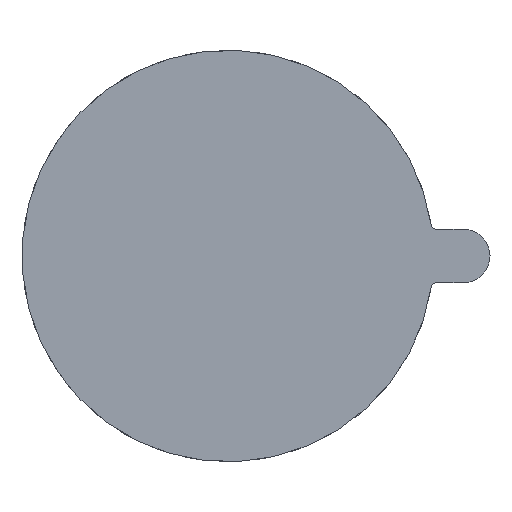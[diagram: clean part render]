
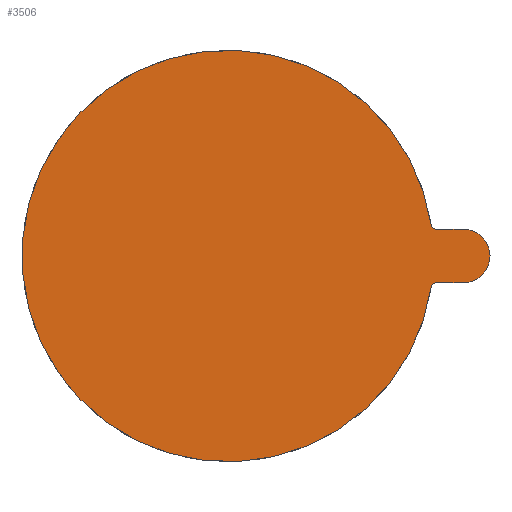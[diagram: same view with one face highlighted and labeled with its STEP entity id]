
A CAD part, top view. The second image highlights one B-rep face of the part: STEP entity #3506.
In plain terms, the highlighted planar face has unit normal (0, 0, 1).
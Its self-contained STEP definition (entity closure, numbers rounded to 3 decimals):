
#639 = ORIENTED_EDGE ( 'NONE', *, *, #11156, .F. ) ;
#785 = DIRECTION ( 'NONE',  ( -1., 0., 0. ) ) ;
#1536 = CARTESIAN_POINT ( 'NONE',  ( 72.768, 49.611, 0.15 ) ) ;
#1558 = FACE_OUTER_BOUND ( 'NONE', #10863, .T. ) ;
#2640 = CARTESIAN_POINT ( 'NONE',  ( 73.262, 56.036, 0.15 ) ) ;
#2798 = ORIENTED_EDGE ( 'NONE', *, *, #7284, .F. ) ;
#2940 = DIRECTION ( 'NONE',  ( 0., 0., 1. ) ) ;
#3506 = ADVANCED_FACE ( 'NONE', ( #1558 ), #27835, .F. ) ;
#4300 = VERTEX_POINT ( 'NONE', #2640 ) ;
#5037 = EDGE_CURVE ( 'NONE', #29556, #22846, #24104, .T. ) ;
#5143 = DIRECTION ( 'NONE',  ( 1., 0., 0. ) ) ;
#6562 = CARTESIAN_POINT ( 'NONE',  ( 72.768, 56.462, 0.15 ) ) ;
#7270 = VERTEX_POINT ( 'NONE', #6562 ) ;
#7284 = EDGE_CURVE ( 'NONE', #4300, #22846, #28356, .T. ) ;
#7411 = DIRECTION ( 'NONE',  ( -1., 0., 0. ) ) ;
#7683 = ORIENTED_EDGE ( 'NONE', *, *, #5037, .T. ) ;
#7816 = CARTESIAN_POINT ( 'NONE',  ( 73.262, 56.536, 0.15 ) ) ;
#8417 = CARTESIAN_POINT ( 'NONE',  ( 50.024, 53.036, 0.15 ) ) ;
#8822 = CARTESIAN_POINT ( 'NONE',  ( 76.328, 50.036, 0.15 ) ) ;
#8885 = DIRECTION ( 'NONE',  ( 0., 0., -1. ) ) ;
#9443 = CIRCLE ( 'NONE', #23166, 0.5 ) ;
#10863 = EDGE_LOOP ( 'NONE', ( #639, #22412, #7683, #2798, #22326, #23839 ) ) ;
#11135 = CARTESIAN_POINT ( 'NONE',  ( 76.328, 53.036, 0.15 ) ) ;
#11156 = EDGE_CURVE ( 'NONE', #15994, #23449, #29157, .T. ) ;
#12021 = DIRECTION ( 'NONE',  ( 0., 0., -1. ) ) ;
#12837 = AXIS2_PLACEMENT_3D ( 'NONE', #11135, #29408, #13590 ) ;
#13590 = DIRECTION ( 'NONE',  ( -1., 0., 0. ) ) ;
#14377 = LINE ( 'NONE', #21557, #21847 ) ;
#14619 = DIRECTION ( 'NONE',  ( 0., 0., 1. ) ) ;
#14678 = CARTESIAN_POINT ( 'NONE',  ( 73.262, 49.536, 0.15 ) ) ;
#15900 = EDGE_CURVE ( 'NONE', #23449, #7270, #17354, .T. ) ;
#15994 = VERTEX_POINT ( 'NONE', #17006 ) ;
#16927 = CARTESIAN_POINT ( 'NONE',  ( 73.262, 49.536, 0.15 ) ) ;
#17006 = CARTESIAN_POINT ( 'NONE',  ( 73.262, 50.036, 0.15 ) ) ;
#17354 = CIRCLE ( 'NONE', #18821, 23. ) ;
#17387 = EDGE_CURVE ( 'NONE', #29556, #15994, #14377, .T. ) ;
#18456 = CARTESIAN_POINT ( 'NONE',  ( 76.328, 56.036, 0.15 ) ) ;
#18821 = AXIS2_PLACEMENT_3D ( 'NONE', #8417, #8885, #27002 ) ;
#19154 = CARTESIAN_POINT ( 'NONE',  ( 73.262, 56.036, 0.15 ) ) ;
#19725 = EDGE_CURVE ( 'NONE', #7270, #4300, #9443, .T. ) ;
#21230 = DIRECTION ( 'NONE',  ( -1., 0., 0. ) ) ;
#21557 = CARTESIAN_POINT ( 'NONE',  ( 76.328, 50.036, 0.15 ) ) ;
#21847 = VECTOR ( 'NONE', #7411, 1000. ) ;
#22326 = ORIENTED_EDGE ( 'NONE', *, *, #19725, .F. ) ;
#22412 = ORIENTED_EDGE ( 'NONE', *, *, #17387, .F. ) ;
#22846 = VERTEX_POINT ( 'NONE', #18456 ) ;
#23166 = AXIS2_PLACEMENT_3D ( 'NONE', #7816, #14619, #24425 ) ;
#23449 = VERTEX_POINT ( 'NONE', #1536 ) ;
#23839 = ORIENTED_EDGE ( 'NONE', *, *, #15900, .F. ) ;
#24104 = CIRCLE ( 'NONE', #12837, 3. ) ;
#24242 = VECTOR ( 'NONE', #5143, 1000. ) ;
#24425 = DIRECTION ( 'NONE',  ( -1., 0., 0. ) ) ;
#27002 = DIRECTION ( 'NONE',  ( -1., 0., 0. ) ) ;
#27323 = AXIS2_PLACEMENT_3D ( 'NONE', #16927, #12021, #21230 ) ;
#27684 = AXIS2_PLACEMENT_3D ( 'NONE', #14678, #2940, #785 ) ;
#27835 = PLANE ( 'NONE',  #27323 ) ;
#28356 = LINE ( 'NONE', #19154, #24242 ) ;
#29157 = CIRCLE ( 'NONE', #27684, 0.5 ) ;
#29408 = DIRECTION ( 'NONE',  ( 0., 0., 1. ) ) ;
#29556 = VERTEX_POINT ( 'NONE', #8822 ) ;
